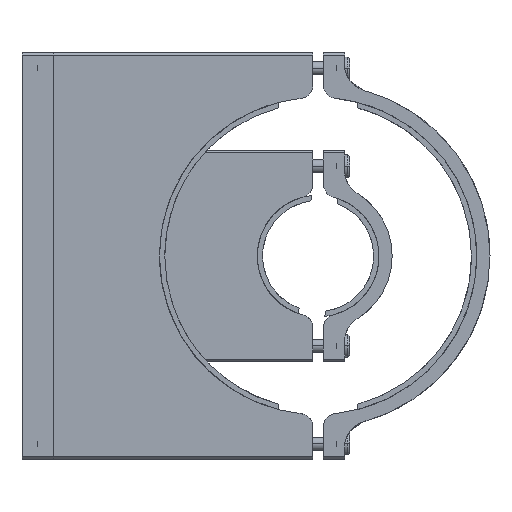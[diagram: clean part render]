
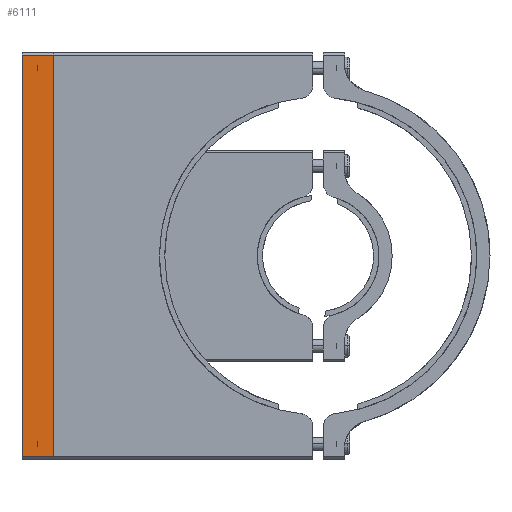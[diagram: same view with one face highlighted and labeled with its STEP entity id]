
A CAD part, front view. The second image highlights one B-rep face of the part: STEP entity #6111.
In plain terms, the highlighted free-form (B-spline) face has degree [1, 1] with [2, 2] control points.
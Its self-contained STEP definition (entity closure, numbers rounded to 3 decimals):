
#37 = EDGE_CURVE ( 'NONE', #3467, #415, #6912, .T. ) ;
#415 = VERTEX_POINT ( 'NONE', #1770 ) ;
#1118 = CARTESIAN_POINT ( 'NONE',  ( 12., -62., -76. ) ) ;
#1770 = CARTESIAN_POINT ( 'NONE',  ( 12., -62., 76. ) ) ;
#1799 = CARTESIAN_POINT ( 'NONE',  ( 12., -62., -76. ) ) ;
#2229 = CARTESIAN_POINT ( 'NONE',  ( 0., -62., 76. ) ) ;
#2240 = ORIENTED_EDGE ( 'NONE', *, *, #8996, .T. ) ;
#2579 = CARTESIAN_POINT ( 'NONE',  ( 12., -62., -76. ) ) ;
#2785 = CARTESIAN_POINT ( 'NONE',  ( 12.386, -62., -79.04 ) ) ;
#3467 = VERTEX_POINT ( 'NONE', #1118 ) ;
#3520 = CARTESIAN_POINT ( 'NONE',  ( 0., -62., -76. ) ) ;
#3679 = VERTEX_POINT ( 'NONE', #3715 ) ;
#3715 = CARTESIAN_POINT ( 'NONE',  ( 0., -62., 76. ) ) ;
#3737 = CARTESIAN_POINT ( 'NONE',  ( -0.386, -62., -79.04 ) ) ;
#4721 = CARTESIAN_POINT ( 'NONE',  ( 12., -62., 76. ) ) ;
#4723 = EDGE_CURVE ( 'NONE', #415, #3679, #10916, .T. ) ;
#4877 = FACE_OUTER_BOUND ( 'NONE', #10270, .T. ) ;
#4912 = B_SPLINE_CURVE_WITH_KNOTS ( 'NONE', 1,
 ( #6318, #10232 ),
 .UNSPECIFIED., .F., .F.,
 ( 2, 2 ),
 ( 0., 1. ),
 .UNSPECIFIED. ) ;
#4943 = CARTESIAN_POINT ( 'NONE',  ( -0.386, -62., 79.04 ) ) ;
#5377 = VERTEX_POINT ( 'NONE', #3520 ) ;
#5774 = EDGE_CURVE ( 'NONE', #5377, #3467, #6263, .T. ) ;
#5842 = ORIENTED_EDGE ( 'NONE', *, *, #4723, .T. ) ;
#6111 = ADVANCED_FACE ( 'NONE', ( #4877 ), #12155, .T. ) ;
#6263 = B_SPLINE_CURVE_WITH_KNOTS ( 'NONE', 1,
 ( #10420, #1799 ),
 .UNSPECIFIED., .F., .F.,
 ( 2, 2 ),
 ( 0., 1. ),
 .UNSPECIFIED. ) ;
#6318 = CARTESIAN_POINT ( 'NONE',  ( 0., -62., 76. ) ) ;
#6912 = B_SPLINE_CURVE_WITH_KNOTS ( 'NONE', 1,
 ( #2579, #4721 ),
 .UNSPECIFIED., .F., .F.,
 ( 2, 2 ),
 ( 0., 1. ),
 .UNSPECIFIED. ) ;
#7063 = CARTESIAN_POINT ( 'NONE',  ( 12., -62., 76. ) ) ;
#8996 = EDGE_CURVE ( 'NONE', #3679, #5377, #4912, .T. ) ;
#9610 = CARTESIAN_POINT ( 'NONE',  ( 12.386, -62., 79.04 ) ) ;
#9702 = ORIENTED_EDGE ( 'NONE', *, *, #37, .T. ) ;
#10232 = CARTESIAN_POINT ( 'NONE',  ( 0., -62., -76. ) ) ;
#10270 = EDGE_LOOP ( 'NONE', ( #10735, #9702, #5842, #2240 ) ) ;
#10420 = CARTESIAN_POINT ( 'NONE',  ( 0., -62., -76. ) ) ;
#10735 = ORIENTED_EDGE ( 'NONE', *, *, #5774, .T. ) ;
#10916 = B_SPLINE_CURVE_WITH_KNOTS ( 'NONE', 1,
 ( #7063, #2229 ),
 .UNSPECIFIED., .F., .F.,
 ( 2, 2 ),
 ( 0., 1. ),
 .UNSPECIFIED. ) ;
#12155 = B_SPLINE_SURFACE_WITH_KNOTS ( 'NONE', 1, 1, ( 
 ( #4943, #9610 ),
 ( #3737, #2785 ) ),
 .UNSPECIFIED., .F., .F., .F.,
 ( 2, 2 ),
 ( 2, 2 ),
 ( -2.04, 156.04 ),
 ( -0.386, 12.386 ),
 .UNSPECIFIED. ) ;
